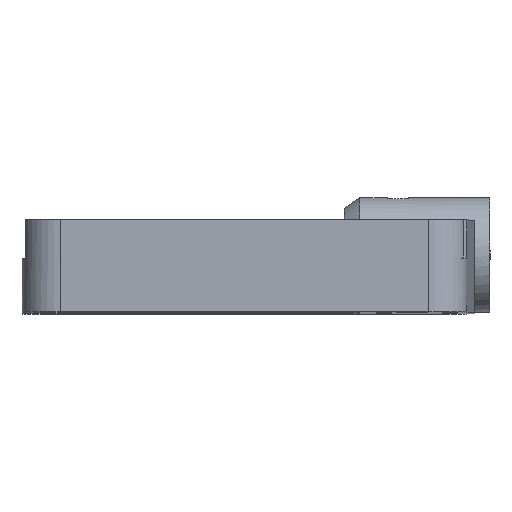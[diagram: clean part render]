
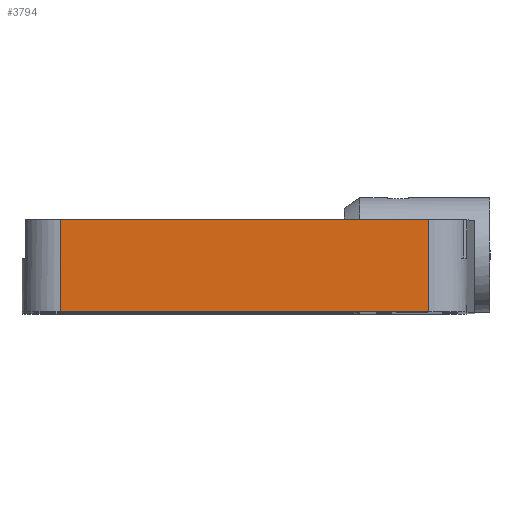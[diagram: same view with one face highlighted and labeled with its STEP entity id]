
A CAD part, top view. The second image highlights one B-rep face of the part: STEP entity #3794.
In plain terms, the highlighted planar face has unit normal (0, 0, 1).
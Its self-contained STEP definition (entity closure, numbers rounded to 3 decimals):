
#115=PLANE('',#4151);
#263=FACE_OUTER_BOUND('',#493,.T.);
#493=EDGE_LOOP('',(#3185,#3186,#3187,#3188));
#657=LINE('',#5646,#1052);
#878=LINE('',#6298,#1273);
#913=LINE('',#6363,#1308);
#914=LINE('',#6364,#1309);
#1052=VECTOR('',#4460,1000.);
#1273=VECTOR('',#4997,1000.);
#1308=VECTOR('',#5048,1000.);
#1309=VECTOR('',#5049,1000.);
#1647=VERTEX_POINT('',#5643);
#1648=VERTEX_POINT('',#5645);
#1904=VERTEX_POINT('',#6296);
#1905=VERTEX_POINT('',#6297);
#2036=EDGE_CURVE('',#1648,#1647,#657,.T.);
#2357=EDGE_CURVE('',#1904,#1905,#878,.T.);
#2394=EDGE_CURVE('',#1647,#1904,#913,.T.);
#2395=EDGE_CURVE('',#1648,#1905,#914,.T.);
#3185=ORIENTED_EDGE('',*,*,#2036,.T.);
#3186=ORIENTED_EDGE('',*,*,#2394,.T.);
#3187=ORIENTED_EDGE('',*,*,#2357,.T.);
#3188=ORIENTED_EDGE('',*,*,#2395,.F.);
#3794=ADVANCED_FACE('',(#263),#115,.F.);
#4151=AXIS2_PLACEMENT_3D('',#6362,#5046,#5047);
#4460=DIRECTION('',(1.,0.,0.));
#4997=DIRECTION('',(-1.,0.,0.));
#5046=DIRECTION('center_axis',(0.,0.,-1.));
#5047=DIRECTION('ref_axis',(1.,0.,0.));
#5048=DIRECTION('',(0.,1.,0.));
#5049=DIRECTION('',(0.,1.,0.));
#5643=CARTESIAN_POINT('',(-5.,0.,185.));
#5645=CARTESIAN_POINT('',(-53.,0.,185.));
#5646=CARTESIAN_POINT('',(0.,0.,185.));
#6296=CARTESIAN_POINT('',(-5.,12.,185.));
#6297=CARTESIAN_POINT('',(-53.,12.,185.));
#6298=CARTESIAN_POINT('',(0.,12.,185.));
#6362=CARTESIAN_POINT('Origin',(0.,0.,185.));
#6363=CARTESIAN_POINT('',(-5.,0.,185.));
#6364=CARTESIAN_POINT('',(-53.,0.,185.));
